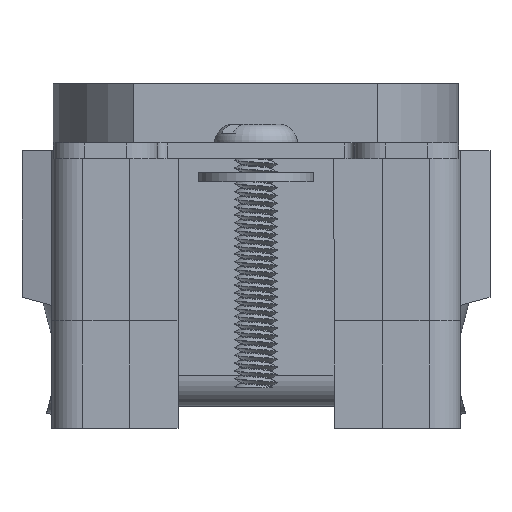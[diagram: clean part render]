
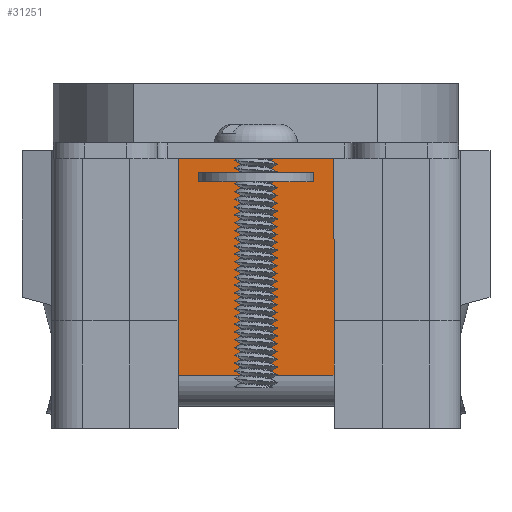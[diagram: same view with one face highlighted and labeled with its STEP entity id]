
A CAD part, front view. The second image highlights one B-rep face of the part: STEP entity #31251.
In plain terms, the highlighted planar face has unit normal (0, -1, 0).
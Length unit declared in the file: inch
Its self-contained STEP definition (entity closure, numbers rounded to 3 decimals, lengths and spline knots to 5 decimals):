
#1021 = DIRECTION ( 'NONE',  ( 0., 0., 1. ) ) ;
#1304 = VERTEX_POINT ( 'NONE', #19665 ) ;
#1601 = ORIENTED_EDGE ( 'NONE', *, *, #18231, .F. ) ;
#2197 = AXIS2_PLACEMENT_3D ( 'NONE', #13317, #34060, #16279 ) ;
#3477 = CARTESIAN_POINT ( 'NONE',  ( 0.25, -1.2825, -0.24 ) ) ;
#6699 = CARTESIAN_POINT ( 'NONE',  ( -0.25, -1.2825, -1.58421 ) ) ;
#7284 = EDGE_CURVE ( 'NONE', #9999, #24987, #33009, .T. ) ;
#7372 = VECTOR ( 'NONE', #24828, 39.37008 ) ;
#7689 = LINE ( 'NONE', #31882, #14669 ) ;
#8166 = EDGE_CURVE ( 'NONE', #21649, #1304, #33206, .T. ) ;
#8282 = LINE ( 'NONE', #21834, #7372 ) ;
#9079 = ORIENTED_EDGE ( 'NONE', *, *, #35782, .F. ) ;
#9577 = ORIENTED_EDGE ( 'NONE', *, *, #21432, .F. ) ;
#9999 = VERTEX_POINT ( 'NONE', #17152 ) ;
#12112 = CARTESIAN_POINT ( 'NONE',  ( -0.25, -1.2825, -0.24 ) ) ;
#13317 = CARTESIAN_POINT ( 'NONE',  ( 0.25, -1.2825, -0.24 ) ) ;
#14429 = ORIENTED_EDGE ( 'NONE', *, *, #35062, .F. ) ;
#14669 = VECTOR ( 'NONE', #17107, 39.37008 ) ;
#14771 = CARTESIAN_POINT ( 'NONE',  ( 0.25, -1.2825, -1.58421 ) ) ;
#16160 = PLANE ( 'NONE',  #2197 ) ;
#16279 = DIRECTION ( 'NONE',  ( 0., 0., 1. ) ) ;
#17107 = DIRECTION ( 'NONE',  ( 1., 0., 0. ) ) ;
#17152 = CARTESIAN_POINT ( 'NONE',  ( -0.25, -1.2825, -0.935 ) ) ;
#18231 = EDGE_CURVE ( 'NONE', #1304, #24987, #19805, .T. ) ;
#18703 = CARTESIAN_POINT ( 'NONE',  ( 0.25, -1.2825, -0.935 ) ) ;
#19665 = CARTESIAN_POINT ( 'NONE',  ( 0.25, -1.2825, -0.76 ) ) ;
#19805 = LINE ( 'NONE', #34747, #34693 ) ;
#21432 = EDGE_CURVE ( 'NONE', #31788, #21649, #7689, .T. ) ;
#21649 = VERTEX_POINT ( 'NONE', #3477 ) ;
#21834 = CARTESIAN_POINT ( 'NONE',  ( -0.25, -1.2825, -1.58421 ) ) ;
#22080 = FACE_OUTER_BOUND ( 'NONE', #29047, .T. ) ;
#22182 = LINE ( 'NONE', #6699, #37070 ) ;
#24828 = DIRECTION ( 'NONE',  ( 0., 0., 1. ) ) ;
#24987 = VERTEX_POINT ( 'NONE', #18703 ) ;
#25129 = VECTOR ( 'NONE', #37268, 39.37008 ) ;
#25310 = CARTESIAN_POINT ( 'NONE',  ( 0.25, -1.2825, -0.935 ) ) ;
#25336 = VECTOR ( 'NONE', #26556, 39.37008 ) ;
#26556 = DIRECTION ( 'NONE',  ( 0., 0., -1. ) ) ;
#29047 = EDGE_LOOP ( 'NONE', ( #14429, #33230, #1601, #29739, #9577, #9079 ) ) ;
#29613 = CARTESIAN_POINT ( 'NONE',  ( -0.25, -1.2825, -0.76 ) ) ;
#29739 = ORIENTED_EDGE ( 'NONE', *, *, #8166, .F. ) ;
#31251 = ADVANCED_FACE ( 'NONE', ( #22080 ), #16160, .T. ) ;
#31720 = DIRECTION ( 'NONE',  ( 0., 0., -1. ) ) ;
#31788 = VERTEX_POINT ( 'NONE', #12112 ) ;
#31882 = CARTESIAN_POINT ( 'NONE',  ( -0.25, -1.2825, -0.24 ) ) ;
#33009 = LINE ( 'NONE', #25310, #25129 ) ;
#33206 = LINE ( 'NONE', #14771, #25336 ) ;
#33230 = ORIENTED_EDGE ( 'NONE', *, *, #7284, .T. ) ;
#34060 = DIRECTION ( 'NONE',  ( 0., -1., 0. ) ) ;
#34142 = VERTEX_POINT ( 'NONE', #29613 ) ;
#34693 = VECTOR ( 'NONE', #31720, 39.37008 ) ;
#34747 = CARTESIAN_POINT ( 'NONE',  ( 0.25, -1.2825, -1.58421 ) ) ;
#35062 = EDGE_CURVE ( 'NONE', #9999, #34142, #22182, .T. ) ;
#35782 = EDGE_CURVE ( 'NONE', #34142, #31788, #8282, .T. ) ;
#37070 = VECTOR ( 'NONE', #1021, 39.37008 ) ;
#37268 = DIRECTION ( 'NONE',  ( 1., 0., 0. ) ) ;
